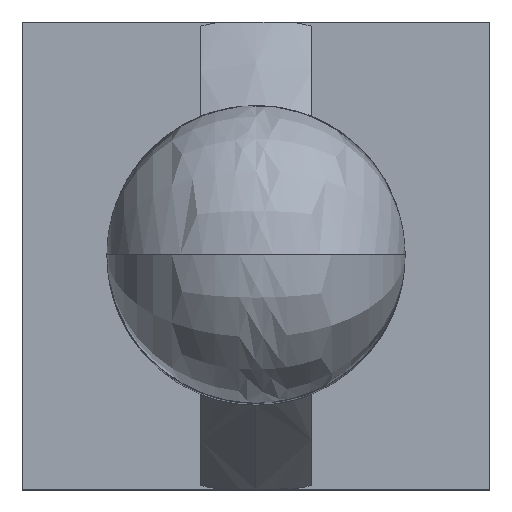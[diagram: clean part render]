
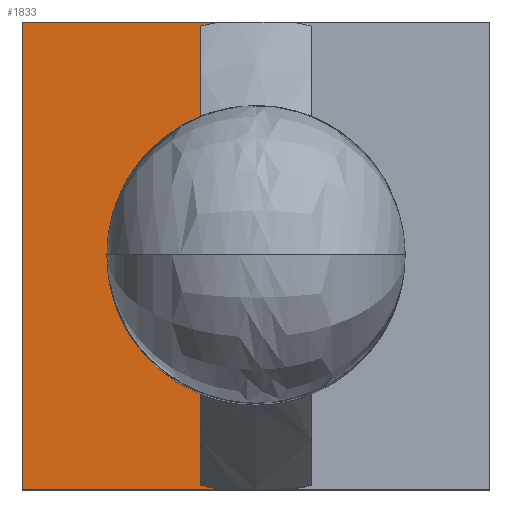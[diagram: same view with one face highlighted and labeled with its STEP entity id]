
A CAD part, top view. The second image highlights one B-rep face of the part: STEP entity #1833.
In plain terms, the highlighted free-form (B-spline) face has degree [1, 1] with [2, 2] control points.
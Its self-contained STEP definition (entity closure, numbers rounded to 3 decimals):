
#1833 = ADVANCED_FACE('',(#1834),#1958,.T.);
#1834 = FACE_BOUND('',#1835,.T.);
#1835 = EDGE_LOOP('',(#1836,#1846,#1854,#1863,#1871,#1879,#1887,#1895,
    #1903,#1911,#1919,#1927,#1935,#1943,#1952));
#1836 = ORIENTED_EDGE('',*,*,#1837,.T.);
#1837 = EDGE_CURVE('',#1838,#1840,#1842,.T.);
#1838 = VERTEX_POINT('',#1839);
#1839 = CARTESIAN_POINT('',(-2.35,2.349,2.657));
#1840 = VERTEX_POINT('',#1841);
#1841 = CARTESIAN_POINT('',(-2.35,-2.35,2.657));
#1842 = LINE('',#1843,#1844);
#1843 = CARTESIAN_POINT('',(-2.35,2.349,2.657));
#1844 = VECTOR('',#1845,1.);
#1845 = DIRECTION('',(0.,-1.,0.));
#1846 = ORIENTED_EDGE('',*,*,#1847,.T.);
#1847 = EDGE_CURVE('',#1840,#1848,#1850,.T.);
#1848 = VERTEX_POINT('',#1849);
#1849 = CARTESIAN_POINT('',(-0.346,-2.35,2.657));
#1850 = LINE('',#1851,#1852);
#1851 = CARTESIAN_POINT('',(-2.35,-2.35,2.657));
#1852 = VECTOR('',#1853,1.);
#1853 = DIRECTION('',(1.,0.,0.));
#1854 = ORIENTED_EDGE('',*,*,#1855,.T.);
#1855 = EDGE_CURVE('',#1848,#1856,#1858,.T.);
#1856 = VERTEX_POINT('',#1857);
#1857 = CARTESIAN_POINT('',(-0.558,-2.308,2.657));
#1858 = CIRCLE('',#1859,2.375);
#1859 = AXIS2_PLACEMENT_3D('',#1860,#1861,#1862);
#1860 = CARTESIAN_POINT('',(0.,0.,
    2.657));
#1861 = DIRECTION('',(0.,0.,-1.));
#1862 = DIRECTION('',(-0.146,-0.989,0.
    ));
#1863 = ORIENTED_EDGE('',*,*,#1864,.T.);
#1864 = EDGE_CURVE('',#1856,#1865,#1867,.T.);
#1865 = VERTEX_POINT('',#1866);
#1866 = CARTESIAN_POINT('',(-0.558,-1.391,2.657));
#1867 = LINE('',#1868,#1869);
#1868 = CARTESIAN_POINT('',(-0.558,-2.308,2.657));
#1869 = VECTOR('',#1870,1.);
#1870 = DIRECTION('',(0.,1.,0.));
#1871 = ORIENTED_EDGE('',*,*,#1872,.T.);
#1872 = EDGE_CURVE('',#1865,#1873,#1875,.T.);
#1873 = VERTEX_POINT('',#1874);
#1874 = CARTESIAN_POINT('',(-0.941,-1.166,2.657));
#1875 = B_SPLINE_CURVE_WITH_KNOTS('',2,(#1876,#1877,#1878),
  .UNSPECIFIED.,.F.,.F.,(3,3),(0.,0.125),.PIECEWISE_BEZIER_KNOTS.);
#1876 = CARTESIAN_POINT('',(-0.558,-1.391,2.657));
#1877 = CARTESIAN_POINT('',(-0.766,-1.307,2.657));
#1878 = CARTESIAN_POINT('',(-0.941,-1.166,2.657));
#1879 = ORIENTED_EDGE('',*,*,#1880,.T.);
#1880 = EDGE_CURVE('',#1873,#1881,#1883,.T.);
#1881 = VERTEX_POINT('',#1882);
#1882 = CARTESIAN_POINT('',(-1.241,-0.84,2.657));
#1883 = B_SPLINE_CURVE_WITH_KNOTS('',2,(#1884,#1885,#1886),
  .UNSPECIFIED.,.F.,.F.,(3,3),(0.125,0.25),.PIECEWISE_BEZIER_KNOTS.);
#1884 = CARTESIAN_POINT('',(-0.941,-1.166,2.657));
#1885 = CARTESIAN_POINT('',(-1.116,-1.026,2.657));
#1886 = CARTESIAN_POINT('',(-1.241,-0.84,2.657));
#1887 = ORIENTED_EDGE('',*,*,#1888,.T.);
#1888 = EDGE_CURVE('',#1881,#1889,#1891,.T.);
#1889 = VERTEX_POINT('',#1890);
#1890 = CARTESIAN_POINT('',(-1.433,-0.439,2.657));
#1891 = B_SPLINE_CURVE_WITH_KNOTS('',2,(#1892,#1893,#1894),
  .UNSPECIFIED.,.F.,.F.,(3,3),(0.25,0.375),.PIECEWISE_BEZIER_KNOTS.);
#1892 = CARTESIAN_POINT('',(-1.241,-0.84,2.657));
#1893 = CARTESIAN_POINT('',(-1.367,-0.654,2.657));
#1894 = CARTESIAN_POINT('',(-1.433,-0.439,2.657));
#1895 = ORIENTED_EDGE('',*,*,#1896,.T.);
#1896 = EDGE_CURVE('',#1889,#1897,#1899,.T.);
#1897 = VERTEX_POINT('',#1898);
#1898 = CARTESIAN_POINT('',(-1.499,0.,2.657
    ));
#1899 = B_SPLINE_CURVE_WITH_KNOTS('',2,(#1900,#1901,#1902),
  .UNSPECIFIED.,.F.,.F.,(3,3),(0.375,0.5),.PIECEWISE_BEZIER_KNOTS.);
#1900 = CARTESIAN_POINT('',(-1.433,-0.439,2.657));
#1901 = CARTESIAN_POINT('',(-1.499,-0.224,2.657));
#1902 = CARTESIAN_POINT('',(-1.499,0.,2.657
    ));
#1903 = ORIENTED_EDGE('',*,*,#1904,.T.);
#1904 = EDGE_CURVE('',#1897,#1905,#1907,.T.);
#1905 = VERTEX_POINT('',#1906);
#1906 = CARTESIAN_POINT('',(-1.433,0.439,2.657));
#1907 = B_SPLINE_CURVE_WITH_KNOTS('',2,(#1908,#1909,#1910),
  .UNSPECIFIED.,.F.,.F.,(3,3),(0.5,0.625),.PIECEWISE_BEZIER_KNOTS.);
#1908 = CARTESIAN_POINT('',(-1.499,0.,2.657
    ));
#1909 = CARTESIAN_POINT('',(-1.499,0.224,2.657));
#1910 = CARTESIAN_POINT('',(-1.433,0.439,2.657));
#1911 = ORIENTED_EDGE('',*,*,#1912,.T.);
#1912 = EDGE_CURVE('',#1905,#1913,#1915,.T.);
#1913 = VERTEX_POINT('',#1914);
#1914 = CARTESIAN_POINT('',(-1.241,0.84,2.657));
#1915 = B_SPLINE_CURVE_WITH_KNOTS('',2,(#1916,#1917,#1918),
  .UNSPECIFIED.,.F.,.F.,(3,3),(0.625,0.75),.PIECEWISE_BEZIER_KNOTS.);
#1916 = CARTESIAN_POINT('',(-1.433,0.439,2.657));
#1917 = CARTESIAN_POINT('',(-1.367,0.654,2.657));
#1918 = CARTESIAN_POINT('',(-1.241,0.84,2.657));
#1919 = ORIENTED_EDGE('',*,*,#1920,.T.);
#1920 = EDGE_CURVE('',#1913,#1921,#1923,.T.);
#1921 = VERTEX_POINT('',#1922);
#1922 = CARTESIAN_POINT('',(-0.941,1.166,2.657));
#1923 = B_SPLINE_CURVE_WITH_KNOTS('',2,(#1924,#1925,#1926),
  .UNSPECIFIED.,.F.,.F.,(3,3),(0.75,0.875),.PIECEWISE_BEZIER_KNOTS.);
#1924 = CARTESIAN_POINT('',(-1.241,0.84,2.657));
#1925 = CARTESIAN_POINT('',(-1.116,1.026,2.657));
#1926 = CARTESIAN_POINT('',(-0.941,1.166,2.657));
#1927 = ORIENTED_EDGE('',*,*,#1928,.T.);
#1928 = EDGE_CURVE('',#1921,#1929,#1931,.T.);
#1929 = VERTEX_POINT('',#1930);
#1930 = CARTESIAN_POINT('',(-0.558,1.391,2.657));
#1931 = B_SPLINE_CURVE_WITH_KNOTS('',2,(#1932,#1933,#1934),
  .UNSPECIFIED.,.F.,.F.,(3,3),(0.875,1.),.PIECEWISE_BEZIER_KNOTS.);
#1932 = CARTESIAN_POINT('',(-0.941,1.166,2.657));
#1933 = CARTESIAN_POINT('',(-0.766,1.307,2.657));
#1934 = CARTESIAN_POINT('',(-0.558,1.391,2.657));
#1935 = ORIENTED_EDGE('',*,*,#1936,.T.);
#1936 = EDGE_CURVE('',#1929,#1937,#1939,.T.);
#1937 = VERTEX_POINT('',#1938);
#1938 = CARTESIAN_POINT('',(-0.558,2.308,2.657));
#1939 = LINE('',#1940,#1941);
#1940 = CARTESIAN_POINT('',(-0.558,1.391,2.657));
#1941 = VECTOR('',#1942,1.);
#1942 = DIRECTION('',(0.,1.,0.));
#1943 = ORIENTED_EDGE('',*,*,#1944,.T.);
#1944 = EDGE_CURVE('',#1937,#1945,#1947,.T.);
#1945 = VERTEX_POINT('',#1946);
#1946 = CARTESIAN_POINT('',(-0.346,2.349,2.657));
#1947 = CIRCLE('',#1948,2.375);
#1948 = AXIS2_PLACEMENT_3D('',#1949,#1950,#1951);
#1949 = CARTESIAN_POINT('',(0.,0.,
    2.657));
#1950 = DIRECTION('',(0.,0.,-1.));
#1951 = DIRECTION('',(-0.235,0.972,
    0.));
#1952 = ORIENTED_EDGE('',*,*,#1953,.T.);
#1953 = EDGE_CURVE('',#1945,#1838,#1954,.T.);
#1954 = LINE('',#1955,#1956);
#1955 = CARTESIAN_POINT('',(-0.346,2.349,2.657));
#1956 = VECTOR('',#1957,1.);
#1957 = DIRECTION('',(-1.,0.,0.));
#1958 = B_SPLINE_SURFACE_WITH_KNOTS('',1,1,(
    (#1959,#1960)
    ,(#1961,#1962
    )),.UNSPECIFIED.,.F.,.F.,.F.,(2,2),(2,2),(0.,1.),(0.,1.),
  .PIECEWISE_BEZIER_KNOTS.);
#1959 = CARTESIAN_POINT('',(-0.334,-2.35,2.657));
#1960 = CARTESIAN_POINT('',(-2.35,-2.35,2.657));
#1961 = CARTESIAN_POINT('',(-0.334,2.349,2.657));
#1962 = CARTESIAN_POINT('',(-2.35,2.349,2.657));
